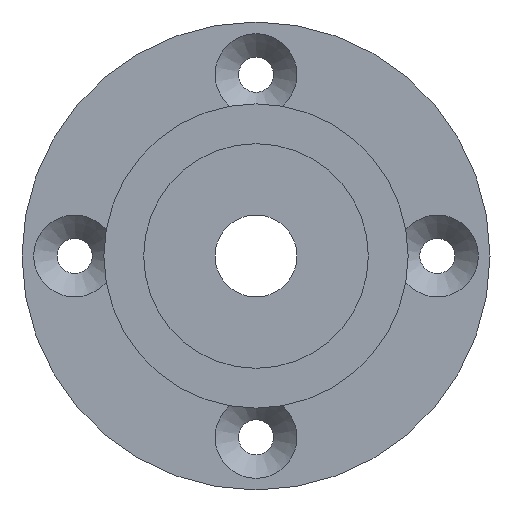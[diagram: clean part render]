
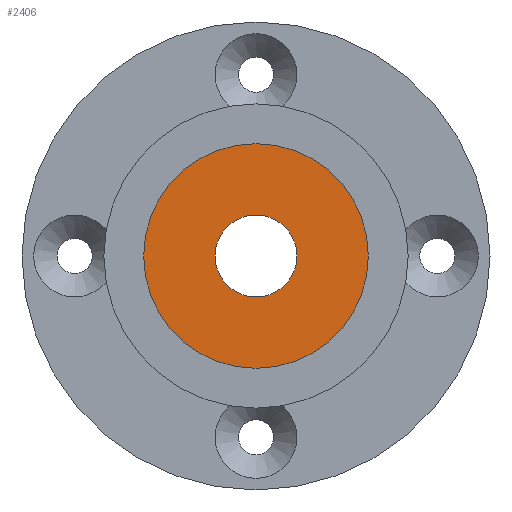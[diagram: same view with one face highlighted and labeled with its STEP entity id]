
A CAD part, left-side view. The second image highlights one B-rep face of the part: STEP entity #2406.
In plain terms, the highlighted planar face has unit normal (-1, 0, 0).
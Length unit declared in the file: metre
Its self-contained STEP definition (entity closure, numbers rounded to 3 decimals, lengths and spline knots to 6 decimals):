
#65=PLANE('',#2693);
#1143=ORIENTED_EDGE('',*,*,#1152,.F.);
#1144=ORIENTED_EDGE('',*,*,#1502,.F.);
#1152=EDGE_CURVE('',#1508,#1508,#1752,.T.);
#1502=EDGE_CURVE('',#1746,#1746,#1892,.T.);
#1508=VERTEX_POINT('',#3417);
#1746=VERTEX_POINT('',#4354);
#1752=CIRCLE('',#2429,0.0035);
#1892=CIRCLE('',#2694,0.0096);
#2043=EDGE_LOOP('',(#1143));
#2044=EDGE_LOOP('',(#1144));
#2197=FACE_BOUND('',#2043,.T.);
#2198=FACE_BOUND('',#2044,.T.);
#2406=ADVANCED_FACE('',(#2197,#2198),#65,.T.);
#2429=AXIS2_PLACEMENT_3D('',#3416,#2714,#2715);
#2693=AXIS2_PLACEMENT_3D('',#4352,#3396,#3397);
#2694=AXIS2_PLACEMENT_3D('',#4353,#3398,#3399);
#2714=DIRECTION('',(-1.,0.,0.));
#2715=DIRECTION('',(0.,0.,1.));
#3396=DIRECTION('',(-1.,0.,0.));
#3397=DIRECTION('',(0.,0.,1.));
#3398=DIRECTION('',(1.,0.,0.));
#3399=DIRECTION('',(0.,0.,1.));
#3416=CARTESIAN_POINT('',(-0.108016,-0.015,-0.125584));
#3417=CARTESIAN_POINT('',(-0.108016,-0.015,-0.122084));
#4352=CARTESIAN_POINT('',(-0.108016,-0.015,-0.125584));
#4353=CARTESIAN_POINT('',(-0.108016,-0.015,-0.125584));
#4354=CARTESIAN_POINT('',(-0.108016,-0.015,-0.115984));
